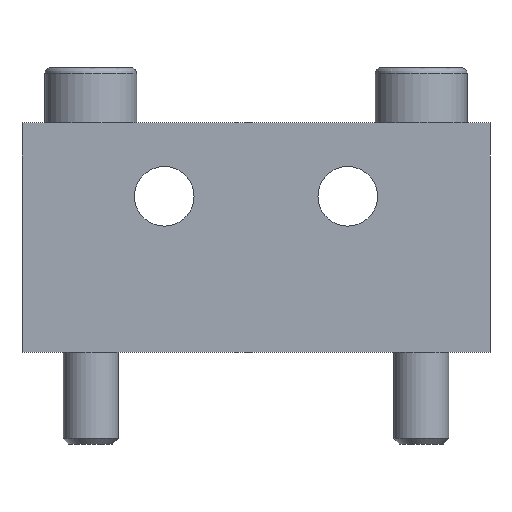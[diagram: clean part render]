
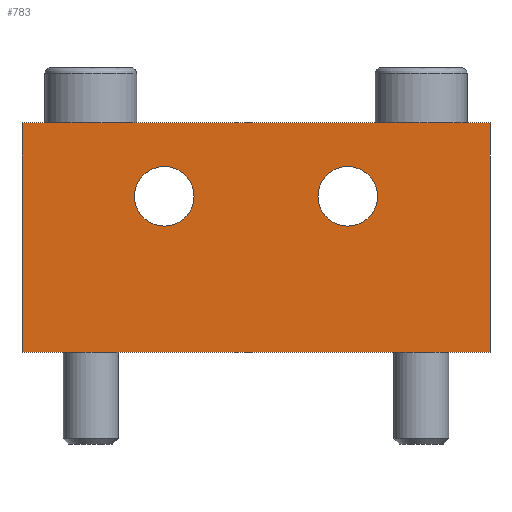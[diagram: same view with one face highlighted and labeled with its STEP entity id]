
A CAD part, front view. The second image highlights one B-rep face of the part: STEP entity #783.
In plain terms, the highlighted planar face has unit normal (0, -1, 0).
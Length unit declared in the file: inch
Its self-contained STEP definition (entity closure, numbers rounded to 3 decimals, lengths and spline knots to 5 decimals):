
#8 = LINE ( 'NONE', #1413, #715 ) ;
#24 = CARTESIAN_POINT ( 'NONE',  ( 1.39764, 0., 0.66929 ) ) ;
#32 = EDGE_CURVE ( 'NONE', #2043, #1127, #2484, .T. ) ;
#47 = DIRECTION ( 'NONE',  ( 0., 0., 1. ) ) ;
#97 = AXIS2_PLACEMENT_3D ( 'NONE', #2572, #1174, #787 ) ;
#122 = ORIENTED_EDGE ( 'NONE', *, *, #1594, .F. ) ;
#146 = EDGE_LOOP ( 'NONE', ( #873, #1237 ) ) ;
#282 = DIRECTION ( 'NONE',  ( 0., -1., 0. ) ) ;
#296 = AXIS2_PLACEMENT_3D ( 'NONE', #2546, #721, #2584 ) ;
#297 = CARTESIAN_POINT ( 'NONE',  ( 0., 0., 0. ) ) ;
#324 = CARTESIAN_POINT ( 'NONE',  ( 2.00787, 0., 0. ) ) ;
#333 = ORIENTED_EDGE ( 'NONE', *, *, #1941, .F. ) ;
#398 = CARTESIAN_POINT ( 'NONE',  ( 1.39764, 0., 0.79724 ) ) ;
#441 = CARTESIAN_POINT ( 'NONE',  ( 0., 0., 0.98425 ) ) ;
#443 = CARTESIAN_POINT ( 'NONE',  ( 1.39764, 0., 0.54134 ) ) ;
#572 = EDGE_LOOP ( 'NONE', ( #333, #1547 ) ) ;
#712 = DIRECTION ( 'NONE',  ( 0., 0., -1. ) ) ;
#715 = VECTOR ( 'NONE', #1239, 39.37008 ) ;
#721 = DIRECTION ( 'NONE',  ( 0., -1., 0. ) ) ;
#783 = ADVANCED_FACE ( 'NONE', ( #1170, #1056, #965 ), #992, .F. ) ;
#787 = DIRECTION ( 'NONE',  ( 0., 0., 1. ) ) ;
#818 = CIRCLE ( 'NONE', #2393, 0.12795 ) ;
#859 = CIRCLE ( 'NONE', #296, 0.12795 ) ;
#873 = ORIENTED_EDGE ( 'NONE', *, *, #2390, .F. ) ;
#901 = CIRCLE ( 'NONE', #2472, 0.12795 ) ;
#933 = CARTESIAN_POINT ( 'NONE',  ( 2.00787, 0., 0.98425 ) ) ;
#965 = FACE_BOUND ( 'NONE', #146, .T. ) ;
#992 = PLANE ( 'NONE',  #2005 ) ;
#1056 = FACE_BOUND ( 'NONE', #572, .T. ) ;
#1061 = CARTESIAN_POINT ( 'NONE',  ( 0.61024, 0., 0.66929 ) ) ;
#1127 = VERTEX_POINT ( 'NONE', #398 ) ;
#1170 = FACE_OUTER_BOUND ( 'NONE', #2066, .T. ) ;
#1174 = DIRECTION ( 'NONE',  ( 0., -1., 0. ) ) ;
#1180 = DIRECTION ( 'NONE',  ( 0., 0., 1. ) ) ;
#1237 = ORIENTED_EDGE ( 'NONE', *, *, #32, .F. ) ;
#1239 = DIRECTION ( 'NONE',  ( 0., 0., 1. ) ) ;
#1273 = DIRECTION ( 'NONE',  ( 1., 0., 0. ) ) ;
#1321 = VECTOR ( 'NONE', #1273, 39.37008 ) ;
#1351 = DIRECTION ( 'NONE',  ( -1., 0., 0. ) ) ;
#1391 = EDGE_CURVE ( 'NONE', #1895, #1727, #8, .T. ) ;
#1413 = CARTESIAN_POINT ( 'NONE',  ( 0., 0., 0.98425 ) ) ;
#1486 = ORIENTED_EDGE ( 'NONE', *, *, #1693, .F. ) ;
#1517 = CARTESIAN_POINT ( 'NONE',  ( 0.61024, 0., 0.54134 ) ) ;
#1544 = CARTESIAN_POINT ( 'NONE',  ( 0., 0., 0. ) ) ;
#1547 = ORIENTED_EDGE ( 'NONE', *, *, #2220, .F. ) ;
#1580 = EDGE_CURVE ( 'NONE', #1842, #2630, #1619, .T. ) ;
#1594 = EDGE_CURVE ( 'NONE', #2630, #1895, #2417, .T. ) ;
#1619 = LINE ( 'NONE', #2343, #2527 ) ;
#1622 = VECTOR ( 'NONE', #1351, 39.37008 ) ;
#1643 = DIRECTION ( 'NONE',  ( 0., -1., 0. ) ) ;
#1656 = LINE ( 'NONE', #441, #1321 ) ;
#1693 = EDGE_CURVE ( 'NONE', #1727, #1842, #1656, .T. ) ;
#1727 = VERTEX_POINT ( 'NONE', #2244 ) ;
#1842 = VERTEX_POINT ( 'NONE', #933 ) ;
#1864 = CARTESIAN_POINT ( 'NONE',  ( 0., 0., 0.98425 ) ) ;
#1895 = VERTEX_POINT ( 'NONE', #297 ) ;
#1941 = EDGE_CURVE ( 'NONE', #1954, #2497, #901, .T. ) ;
#1954 = VERTEX_POINT ( 'NONE', #2489 ) ;
#2005 = AXIS2_PLACEMENT_3D ( 'NONE', #1864, #2395, #1180 ) ;
#2043 = VERTEX_POINT ( 'NONE', #443 ) ;
#2054 = DIRECTION ( 'NONE',  ( 0., 0., 1. ) ) ;
#2066 = EDGE_LOOP ( 'NONE', ( #2252, #1486, #2453, #122 ) ) ;
#2220 = EDGE_CURVE ( 'NONE', #2497, #1954, #859, .T. ) ;
#2244 = CARTESIAN_POINT ( 'NONE',  ( 0., 0., 0.98425 ) ) ;
#2252 = ORIENTED_EDGE ( 'NONE', *, *, #1580, .F. ) ;
#2343 = CARTESIAN_POINT ( 'NONE',  ( 2.00787, 0., 0.98425 ) ) ;
#2390 = EDGE_CURVE ( 'NONE', #1127, #2043, #818, .T. ) ;
#2393 = AXIS2_PLACEMENT_3D ( 'NONE', #24, #1643, #2054 ) ;
#2395 = DIRECTION ( 'NONE',  ( 0., 1., 0. ) ) ;
#2417 = LINE ( 'NONE', #1544, #1622 ) ;
#2453 = ORIENTED_EDGE ( 'NONE', *, *, #1391, .F. ) ;
#2472 = AXIS2_PLACEMENT_3D ( 'NONE', #1061, #282, #47 ) ;
#2484 = CIRCLE ( 'NONE', #97, 0.12795 ) ;
#2489 = CARTESIAN_POINT ( 'NONE',  ( 0.61024, 0., 0.79724 ) ) ;
#2497 = VERTEX_POINT ( 'NONE', #1517 ) ;
#2527 = VECTOR ( 'NONE', #712, 39.37008 ) ;
#2546 = CARTESIAN_POINT ( 'NONE',  ( 0.61024, 0., 0.66929 ) ) ;
#2572 = CARTESIAN_POINT ( 'NONE',  ( 1.39764, 0., 0.66929 ) ) ;
#2584 = DIRECTION ( 'NONE',  ( 0., 0., 1. ) ) ;
#2630 = VERTEX_POINT ( 'NONE', #324 ) ;
